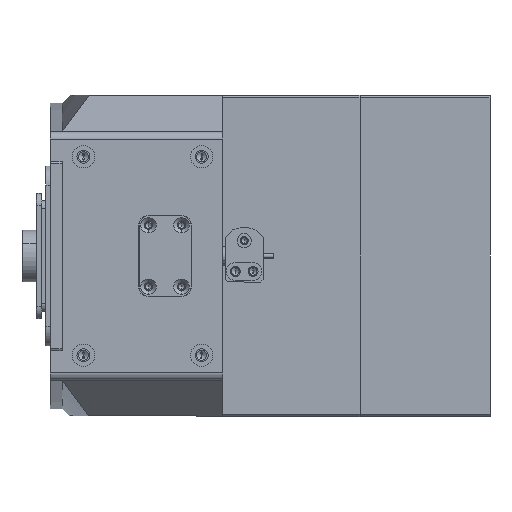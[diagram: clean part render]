
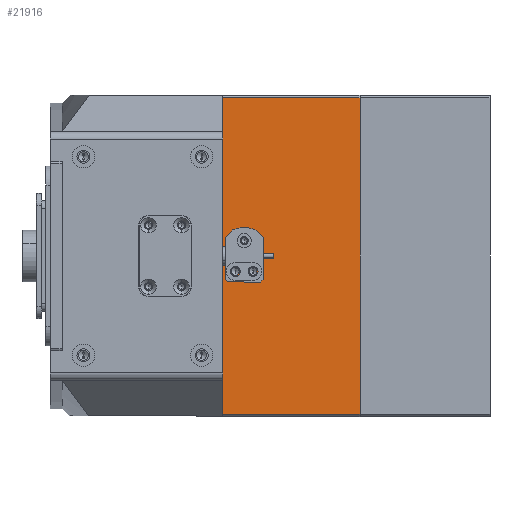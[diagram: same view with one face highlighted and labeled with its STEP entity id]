
A CAD part, left-side view. The second image highlights one B-rep face of the part: STEP entity #21916.
In plain terms, the highlighted planar face has unit normal (-1, 0, 0).
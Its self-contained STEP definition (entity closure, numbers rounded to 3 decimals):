
#366 = DIRECTION ( 'NONE',  ( -1., 0., 0. ) ) ;
#369 = FACE_OUTER_BOUND ( 'NONE', #51148, .T. ) ;
#518 = CARTESIAN_POINT ( 'NONE',  ( -109., -24.75, -6.5 ) ) ;
#1714 = CIRCLE ( 'NONE', #37710, 1.65 ) ;
#1799 = CARTESIAN_POINT ( 'NONE',  ( -109., -77.5, -67. ) ) ;
#3774 = DIRECTION ( 'NONE',  ( 1., 0., 0. ) ) ;
#3896 = CARTESIAN_POINT ( 'NONE',  ( -109., -19.5, -67. ) ) ;
#5030 = DIRECTION ( 'NONE',  ( 0., 0., 1. ) ) ;
#5107 = AXIS2_PLACEMENT_3D ( 'NONE', #518, #21025, #5030 ) ;
#5187 = VERTEX_POINT ( 'NONE', #39408 ) ;
#5248 = CARTESIAN_POINT ( 'NONE',  ( -109., -77.5, 67. ) ) ;
#5565 = DIRECTION ( 'NONE',  ( 0., -1., 0. ) ) ;
#5710 = DIRECTION ( 'NONE',  ( 0., 0., 1. ) ) ;
#5717 = CARTESIAN_POINT ( 'NONE',  ( -109., -24.75, -8.15 ) ) ;
#6055 = DIRECTION ( 'NONE',  ( 0., 0., -1. ) ) ;
#6354 = VECTOR ( 'NONE', #13382, 1000. ) ;
#6869 = FACE_BOUND ( 'NONE', #39940, .T. ) ;
#6931 = CIRCLE ( 'NONE', #5107, 1.65 ) ;
#8319 = EDGE_CURVE ( 'NONE', #5187, #52755, #22289, .T. ) ;
#9594 = DIRECTION ( 'NONE',  ( 0., 0., 1. ) ) ;
#10105 = ORIENTED_EDGE ( 'NONE', *, *, #28351, .F. ) ;
#12971 = CARTESIAN_POINT ( 'NONE',  ( -109., -32.25, -4.85 ) ) ;
#13169 = EDGE_LOOP ( 'NONE', ( #44178, #10105 ) ) ;
#13382 = DIRECTION ( 'NONE',  ( 0., 0., -1. ) ) ;
#13483 = CARTESIAN_POINT ( 'NONE',  ( -109., -77.5, -67. ) ) ;
#13620 = CARTESIAN_POINT ( 'NONE',  ( -109., -32.25, -6.5 ) ) ;
#14882 = AXIS2_PLACEMENT_3D ( 'NONE', #35039, #31472, #23056 ) ;
#17412 = ORIENTED_EDGE ( 'NONE', *, *, #52156, .F. ) ;
#18491 = ORIENTED_EDGE ( 'NONE', *, *, #26353, .T. ) ;
#19324 = EDGE_CURVE ( 'NONE', #50777, #25247, #47738, .T. ) ;
#19986 = EDGE_CURVE ( 'NONE', #36147, #50777, #28381, .T. ) ;
#20525 = CARTESIAN_POINT ( 'NONE',  ( -109., -32.25, -6.5 ) ) ;
#20845 = CARTESIAN_POINT ( 'NONE',  ( -109., -77.5, 67. ) ) ;
#21025 = DIRECTION ( 'NONE',  ( -1., 0., 0. ) ) ;
#21573 = CARTESIAN_POINT ( 'NONE',  ( -109., -28.5, 5.25 ) ) ;
#21916 = ADVANCED_FACE ( 'NONE', ( #42757, #36980, #6869, #369 ), #23190, .F. ) ;
#22289 = CIRCLE ( 'NONE', #37274, 1.65 ) ;
#22697 = DIRECTION ( 'NONE',  ( -1., 0., 0. ) ) ;
#23056 = DIRECTION ( 'NONE',  ( 0., 0., 1. ) ) ;
#23190 = PLANE ( 'NONE',  #36809 ) ;
#23783 = ORIENTED_EDGE ( 'NONE', *, *, #19986, .T. ) ;
#23900 = VERTEX_POINT ( 'NONE', #46220 ) ;
#24226 = AXIS2_PLACEMENT_3D ( 'NONE', #29885, #42401, #9594 ) ;
#24506 = CARTESIAN_POINT ( 'NONE',  ( -109., -77.5, 68. ) ) ;
#24961 = CIRCLE ( 'NONE', #14882, 1.25 ) ;
#25200 = VECTOR ( 'NONE', #50306, 1000. ) ;
#25247 = VERTEX_POINT ( 'NONE', #3896 ) ;
#26283 = CARTESIAN_POINT ( 'NONE',  ( -109., -24.75, -6.5 ) ) ;
#26353 = EDGE_CURVE ( 'NONE', #25247, #35852, #53306, .T. ) ;
#26808 = DIRECTION ( 'NONE',  ( 0., 0., 1. ) ) ;
#27092 = EDGE_LOOP ( 'NONE', ( #51597, #39168 ) ) ;
#28351 = EDGE_CURVE ( 'NONE', #30957, #23900, #6931, .T. ) ;
#28381 = LINE ( 'NONE', #5248, #25200 ) ;
#28874 = ORIENTED_EDGE ( 'NONE', *, *, #8319, .F. ) ;
#29885 = CARTESIAN_POINT ( 'NONE',  ( -109., -28.5, 6.5 ) ) ;
#30957 = VERTEX_POINT ( 'NONE', #5717 ) ;
#31472 = DIRECTION ( 'NONE',  ( -1., 0., 0. ) ) ;
#32087 = VERTEX_POINT ( 'NONE', #21573 ) ;
#33895 = CIRCLE ( 'NONE', #37547, 1.65 ) ;
#35039 = CARTESIAN_POINT ( 'NONE',  ( -109., -28.5, 6.5 ) ) ;
#35542 = CARTESIAN_POINT ( 'NONE',  ( -109., -77.5, 68. ) ) ;
#35852 = VERTEX_POINT ( 'NONE', #1799 ) ;
#36147 = VERTEX_POINT ( 'NONE', #20845 ) ;
#36809 = AXIS2_PLACEMENT_3D ( 'NONE', #35542, #3774, #48332 ) ;
#36980 = FACE_BOUND ( 'NONE', #13169, .T. ) ;
#37274 = AXIS2_PLACEMENT_3D ( 'NONE', #13620, #50409, #5710 ) ;
#37547 = AXIS2_PLACEMENT_3D ( 'NONE', #20525, #366, #48896 ) ;
#37710 = AXIS2_PLACEMENT_3D ( 'NONE', #26283, #22697, #26808 ) ;
#38057 = EDGE_CURVE ( 'NONE', #23900, #30957, #1714, .T. ) ;
#38898 = CARTESIAN_POINT ( 'NONE',  ( -109., -19.5, 67. ) ) ;
#39057 = LINE ( 'NONE', #24506, #6354 ) ;
#39072 = ORIENTED_EDGE ( 'NONE', *, *, #44190, .F. ) ;
#39168 = ORIENTED_EDGE ( 'NONE', *, *, #45907, .F. ) ;
#39408 = CARTESIAN_POINT ( 'NONE',  ( -109., -32.25, -8.15 ) ) ;
#39940 = EDGE_LOOP ( 'NONE', ( #39072, #28874 ) ) ;
#42401 = DIRECTION ( 'NONE',  ( -1., 0., 0. ) ) ;
#42757 = FACE_BOUND ( 'NONE', #27092, .T. ) ;
#43890 = EDGE_CURVE ( 'NONE', #48148, #32087, #24961, .T. ) ;
#44178 = ORIENTED_EDGE ( 'NONE', *, *, #38057, .F. ) ;
#44190 = EDGE_CURVE ( 'NONE', #52755, #5187, #33895, .T. ) ;
#45097 = VECTOR ( 'NONE', #6055, 1000. ) ;
#45907 = EDGE_CURVE ( 'NONE', #32087, #48148, #51263, .T. ) ;
#46220 = CARTESIAN_POINT ( 'NONE',  ( -109., -24.75, -4.85 ) ) ;
#47738 = LINE ( 'NONE', #51097, #45097 ) ;
#48148 = VERTEX_POINT ( 'NONE', #50811 ) ;
#48332 = DIRECTION ( 'NONE',  ( 0., 0., -1. ) ) ;
#48896 = DIRECTION ( 'NONE',  ( 0., 0., 1. ) ) ;
#50306 = DIRECTION ( 'NONE',  ( 0., 1., 0. ) ) ;
#50409 = DIRECTION ( 'NONE',  ( -1., 0., 0. ) ) ;
#50726 = VECTOR ( 'NONE', #5565, 1000. ) ;
#50777 = VERTEX_POINT ( 'NONE', #38898 ) ;
#50811 = CARTESIAN_POINT ( 'NONE',  ( -109., -28.5, 7.75 ) ) ;
#51097 = CARTESIAN_POINT ( 'NONE',  ( -109., -19.5, 68. ) ) ;
#51148 = EDGE_LOOP ( 'NONE', ( #51603, #18491, #17412, #23783 ) ) ;
#51263 = CIRCLE ( 'NONE', #24226, 1.25 ) ;
#51597 = ORIENTED_EDGE ( 'NONE', *, *, #43890, .F. ) ;
#51603 = ORIENTED_EDGE ( 'NONE', *, *, #19324, .T. ) ;
#52156 = EDGE_CURVE ( 'NONE', #36147, #35852, #39057, .T. ) ;
#52755 = VERTEX_POINT ( 'NONE', #12971 ) ;
#53306 = LINE ( 'NONE', #13483, #50726 ) ;
